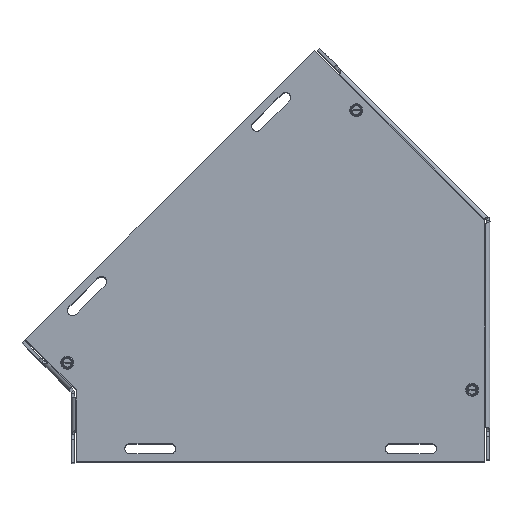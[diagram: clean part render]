
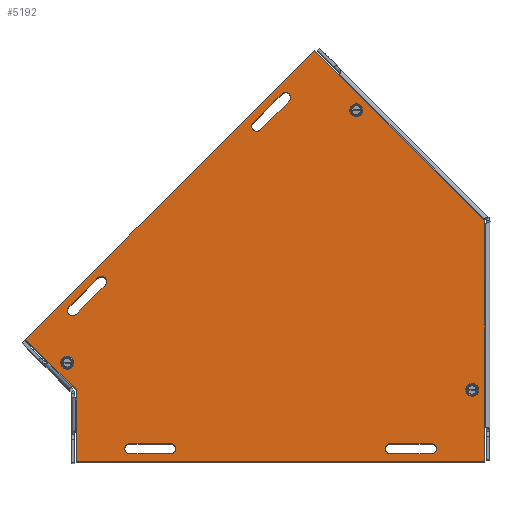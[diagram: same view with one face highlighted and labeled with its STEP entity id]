
A CAD part, top view. The second image highlights one B-rep face of the part: STEP entity #5192.
In plain terms, the highlighted planar face has unit normal (0, 0, 1).
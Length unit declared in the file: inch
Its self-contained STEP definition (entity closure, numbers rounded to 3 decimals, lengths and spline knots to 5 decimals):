
#179=FACE_BOUND('',#761,.T.);
#180=FACE_BOUND('',#762,.T.);
#181=FACE_BOUND('',#763,.T.);
#182=FACE_BOUND('',#764,.T.);
#183=FACE_BOUND('',#765,.T.);
#184=FACE_BOUND('',#766,.T.);
#185=FACE_BOUND('',#767,.T.);
#270=PLANE('',#5519);
#450=FACE_OUTER_BOUND('',#760,.T.);
#760=EDGE_LOOP('',(#3543,#3544,#3545,#3546,#3547,#3548));
#761=EDGE_LOOP('',(#3549,#3550,#3551,#3552));
#762=EDGE_LOOP('',(#3553,#3554,#3555,#3556));
#763=EDGE_LOOP('',(#3557,#3558,#3559,#3560));
#764=EDGE_LOOP('',(#3561,#3562,#3563,#3564));
#765=EDGE_LOOP('',(#3565));
#766=EDGE_LOOP('',(#3566));
#767=EDGE_LOOP('',(#3567));
#1112=LINE('',#7431,#1582);
#1116=LINE('',#7442,#1586);
#1120=LINE('',#7455,#1590);
#1124=LINE('',#7466,#1594);
#1128=LINE('',#7479,#1598);
#1132=LINE('',#7490,#1602);
#1136=LINE('',#7503,#1606);
#1140=LINE('',#7514,#1610);
#1142=LINE('',#7534,#1612);
#1146=LINE('',#7542,#1616);
#1149=LINE('',#7548,#1619);
#1152=LINE('',#7554,#1622);
#1155=LINE('',#7560,#1625);
#1158=LINE('',#7565,#1628);
#1582=VECTOR('',#5975,1.);
#1586=VECTOR('',#5987,1.);
#1590=VECTOR('',#5999,1.);
#1594=VECTOR('',#6011,1.);
#1598=VECTOR('',#6023,1.);
#1602=VECTOR('',#6035,1.);
#1606=VECTOR('',#6047,1.);
#1610=VECTOR('',#6059,1.);
#1612=VECTOR('',#6081,1.75);
#1616=VECTOR('',#6087,1.75);
#1619=VECTOR('',#6092,10.);
#1622=VECTOR('',#6097,5.89214);
#1625=VECTOR('',#6102,5.89214);
#1628=VECTOR('',#6107,10.);
#2050=CIRCLE('',#5472,0.125);
#2052=CIRCLE('',#5476,0.125);
#2054=CIRCLE('',#5480,0.125);
#2056=CIRCLE('',#5484,0.125);
#2058=CIRCLE('',#5488,0.125);
#2060=CIRCLE('',#5492,0.125);
#2062=CIRCLE('',#5496,0.125);
#2064=CIRCLE('',#5500,0.125);
#2066=CIRCLE('',#5504,0.125);
#2068=CIRCLE('',#5507,0.125);
#2070=CIRCLE('',#5510,0.125);
#2240=VERTEX_POINT('',#7421);
#2241=VERTEX_POINT('',#7422);
#2244=VERTEX_POINT('',#7430);
#2246=VERTEX_POINT('',#7436);
#2248=VERTEX_POINT('',#7445);
#2249=VERTEX_POINT('',#7446);
#2252=VERTEX_POINT('',#7454);
#2254=VERTEX_POINT('',#7460);
#2256=VERTEX_POINT('',#7469);
#2257=VERTEX_POINT('',#7470);
#2260=VERTEX_POINT('',#7478);
#2262=VERTEX_POINT('',#7484);
#2264=VERTEX_POINT('',#7493);
#2265=VERTEX_POINT('',#7494);
#2268=VERTEX_POINT('',#7502);
#2270=VERTEX_POINT('',#7508);
#2272=VERTEX_POINT('',#7517);
#2274=VERTEX_POINT('',#7522);
#2276=VERTEX_POINT('',#7527);
#2278=VERTEX_POINT('',#7532);
#2279=VERTEX_POINT('',#7533);
#2282=VERTEX_POINT('',#7541);
#2284=VERTEX_POINT('',#7547);
#2286=VERTEX_POINT('',#7553);
#2288=VERTEX_POINT('',#7559);
#2708=EDGE_CURVE('',#2240,#2241,#2050,.T.);
#2712=EDGE_CURVE('',#2244,#2240,#1112,.T.);
#2715=EDGE_CURVE('',#2246,#2244,#2052,.T.);
#2718=EDGE_CURVE('',#2241,#2246,#1116,.T.);
#2720=EDGE_CURVE('',#2248,#2249,#2054,.T.);
#2724=EDGE_CURVE('',#2252,#2248,#1120,.T.);
#2727=EDGE_CURVE('',#2254,#2252,#2056,.T.);
#2730=EDGE_CURVE('',#2249,#2254,#1124,.T.);
#2732=EDGE_CURVE('',#2256,#2257,#2058,.T.);
#2736=EDGE_CURVE('',#2260,#2256,#1128,.T.);
#2739=EDGE_CURVE('',#2262,#2260,#2060,.T.);
#2742=EDGE_CURVE('',#2257,#2262,#1132,.T.);
#2744=EDGE_CURVE('',#2264,#2265,#2062,.T.);
#2748=EDGE_CURVE('',#2268,#2264,#1136,.T.);
#2751=EDGE_CURVE('',#2270,#2268,#2064,.T.);
#2754=EDGE_CURVE('',#2265,#2270,#1140,.T.);
#2756=EDGE_CURVE('',#2272,#2272,#2066,.T.);
#2758=EDGE_CURVE('',#2274,#2274,#2068,.T.);
#2760=EDGE_CURVE('',#2276,#2276,#2070,.T.);
#2762=EDGE_CURVE('',#2278,#2279,#1142,.T.);
#2766=EDGE_CURVE('',#2279,#2282,#1146,.T.);
#2769=EDGE_CURVE('',#2282,#2284,#1149,.T.);
#2772=EDGE_CURVE('',#2284,#2286,#1152,.T.);
#2775=EDGE_CURVE('',#2286,#2288,#1155,.T.);
#2778=EDGE_CURVE('',#2288,#2278,#1158,.T.);
#3543=ORIENTED_EDGE('',*,*,#2762,.F.);
#3544=ORIENTED_EDGE('',*,*,#2778,.F.);
#3545=ORIENTED_EDGE('',*,*,#2775,.F.);
#3546=ORIENTED_EDGE('',*,*,#2772,.F.);
#3547=ORIENTED_EDGE('',*,*,#2769,.F.);
#3548=ORIENTED_EDGE('',*,*,#2766,.F.);
#3549=ORIENTED_EDGE('',*,*,#2708,.T.);
#3550=ORIENTED_EDGE('',*,*,#2718,.T.);
#3551=ORIENTED_EDGE('',*,*,#2715,.T.);
#3552=ORIENTED_EDGE('',*,*,#2712,.T.);
#3553=ORIENTED_EDGE('',*,*,#2720,.T.);
#3554=ORIENTED_EDGE('',*,*,#2730,.T.);
#3555=ORIENTED_EDGE('',*,*,#2727,.T.);
#3556=ORIENTED_EDGE('',*,*,#2724,.T.);
#3557=ORIENTED_EDGE('',*,*,#2732,.T.);
#3558=ORIENTED_EDGE('',*,*,#2742,.T.);
#3559=ORIENTED_EDGE('',*,*,#2739,.T.);
#3560=ORIENTED_EDGE('',*,*,#2736,.T.);
#3561=ORIENTED_EDGE('',*,*,#2744,.T.);
#3562=ORIENTED_EDGE('',*,*,#2754,.T.);
#3563=ORIENTED_EDGE('',*,*,#2751,.T.);
#3564=ORIENTED_EDGE('',*,*,#2748,.T.);
#3565=ORIENTED_EDGE('',*,*,#2756,.T.);
#3566=ORIENTED_EDGE('',*,*,#2758,.T.);
#3567=ORIENTED_EDGE('',*,*,#2760,.T.);
#5192=ADVANCED_FACE('',(#450,#179,#180,#181,#182,#183,#184,#185),#270,.T.);
#5472=AXIS2_PLACEMENT_3D('',#7423,#5967,#5968);
#5476=AXIS2_PLACEMENT_3D('',#7437,#5980,#5981);
#5480=AXIS2_PLACEMENT_3D('',#7447,#5991,#5992);
#5484=AXIS2_PLACEMENT_3D('',#7461,#6004,#6005);
#5488=AXIS2_PLACEMENT_3D('',#7471,#6015,#6016);
#5492=AXIS2_PLACEMENT_3D('',#7485,#6028,#6029);
#5496=AXIS2_PLACEMENT_3D('',#7495,#6039,#6040);
#5500=AXIS2_PLACEMENT_3D('',#7509,#6052,#6053);
#5504=AXIS2_PLACEMENT_3D('',#7518,#6063,#6064);
#5507=AXIS2_PLACEMENT_3D('',#7523,#6069,#6070);
#5510=AXIS2_PLACEMENT_3D('',#7528,#6075,#6076);
#5519=AXIS2_PLACEMENT_3D('',#7568,#6111,#6112);
#5967=DIRECTION('center_axis',(0.,0.,-1.));
#5968=DIRECTION('ref_axis',(0.707,-0.707,0.));
#5975=DIRECTION('',(0.707,0.707,0.));
#5980=DIRECTION('center_axis',(0.,0.,-1.));
#5981=DIRECTION('ref_axis',(-0.707,0.707,0.));
#5987=DIRECTION('',(-0.707,-0.707,0.));
#5991=DIRECTION('center_axis',(0.,0.,-1.));
#5992=DIRECTION('ref_axis',(0.707,-0.707,0.));
#5999=DIRECTION('',(0.707,0.707,0.));
#6004=DIRECTION('center_axis',(0.,0.,-1.));
#6005=DIRECTION('ref_axis',(-0.707,0.707,0.));
#6011=DIRECTION('',(-0.707,-0.707,0.));
#6015=DIRECTION('center_axis',(0.,0.,-1.));
#6016=DIRECTION('ref_axis',(0.,-1.,0.));
#6023=DIRECTION('',(1.,0.,0.));
#6028=DIRECTION('center_axis',(0.,0.,-1.));
#6029=DIRECTION('ref_axis',(0.,1.,0.));
#6035=DIRECTION('',(-1.,0.,0.));
#6039=DIRECTION('center_axis',(0.,0.,-1.));
#6040=DIRECTION('ref_axis',(0.,-1.,0.));
#6047=DIRECTION('',(-1.,0.,0.));
#6052=DIRECTION('center_axis',(0.,0.,-1.));
#6053=DIRECTION('ref_axis',(0.,1.,0.));
#6059=DIRECTION('',(1.,0.,0.));
#6063=DIRECTION('center_axis',(0.,0.,-1.));
#6064=DIRECTION('ref_axis',(-1.,0.,0.));
#6069=DIRECTION('center_axis',(0.,0.,-1.));
#6070=DIRECTION('ref_axis',(-1.,0.,0.));
#6075=DIRECTION('center_axis',(0.,0.,-1.));
#6076=DIRECTION('ref_axis',(-1.,0.,0.));
#6081=DIRECTION('',(0.,1.,0.));
#6087=DIRECTION('',(-0.707,0.707,0.));
#6092=DIRECTION('',(0.707,0.707,0.));
#6097=DIRECTION('',(0.707,-0.707,0.));
#6102=DIRECTION('',(0.,-1.,0.));
#6107=DIRECTION('',(-1.,0.,0.));
#6111=DIRECTION('center_axis',(0.,0.,1.));
#6112=DIRECTION('ref_axis',(1.,0.,0.));
#7421=CARTESIAN_POINT('',(0.53033,4.49004,0.074));
#7422=CARTESIAN_POINT('',(0.70711,4.31326,0.074));
#7423=CARTESIAN_POINT('Origin',(0.61872,4.40165,0.074));
#7430=CARTESIAN_POINT('',(-0.17678,3.78293,0.074));
#7431=CARTESIAN_POINT('',(1.13742,5.09713,0.074));
#7436=CARTESIAN_POINT('',(0.,3.60616,0.074));
#7437=CARTESIAN_POINT('Origin',(-0.08839,3.69454,0.074));
#7442=CARTESIAN_POINT('',(1.66775,5.27391,0.074));
#7445=CARTESIAN_POINT('',(5.03814,8.99784,0.074));
#7446=CARTESIAN_POINT('',(5.21491,8.82107,0.074));
#7447=CARTESIAN_POINT('Origin',(5.12652,8.90946,0.074));
#7454=CARTESIAN_POINT('',(4.33103,8.29074,0.074));
#7455=CARTESIAN_POINT('',(3.39133,7.35104,0.074));
#7460=CARTESIAN_POINT('',(4.50781,8.11396,0.074));
#7461=CARTESIAN_POINT('Origin',(4.41942,8.20235,0.074));
#7466=CARTESIAN_POINT('',(3.92166,7.52781,0.074));
#7469=CARTESIAN_POINT('',(8.6875,0.4375,0.074));
#7470=CARTESIAN_POINT('',(8.6875,0.1875,0.074));
#7471=CARTESIAN_POINT('Origin',(8.6875,0.3125,0.074));
#7478=CARTESIAN_POINT('',(7.6875,0.4375,0.074));
#7479=CARTESIAN_POINT('',(6.35856,0.4375,0.074));
#7484=CARTESIAN_POINT('',(7.6875,0.1875,0.074));
#7485=CARTESIAN_POINT('Origin',(7.6875,0.3125,0.074));
#7490=CARTESIAN_POINT('',(6.85856,0.1875,0.074));
#7493=CARTESIAN_POINT('',(1.3125,0.1875,0.074));
#7494=CARTESIAN_POINT('',(1.3125,0.4375,0.074));
#7495=CARTESIAN_POINT('Origin',(1.3125,0.3125,0.074));
#7502=CARTESIAN_POINT('',(2.3125,0.1875,0.074));
#7503=CARTESIAN_POINT('',(3.67106,0.1875,0.074));
#7508=CARTESIAN_POINT('',(2.3125,0.4375,0.074));
#7509=CARTESIAN_POINT('Origin',(2.3125,0.3125,0.074));
#7514=CARTESIAN_POINT('',(3.17106,0.4375,0.074));
#7517=CARTESIAN_POINT('',(9.8125,1.75,0.074));
#7518=CARTESIAN_POINT('Origin',(9.6875,1.75,0.074));
#7522=CARTESIAN_POINT('',(6.9751,8.6001,0.074));
#7523=CARTESIAN_POINT('Origin',(6.8501,8.6001,0.074));
#7527=CARTESIAN_POINT('',(-0.09597,2.41291,0.074));
#7528=CARTESIAN_POINT('Origin',(-0.22097,2.41291,0.074));
#7532=CARTESIAN_POINT('',(0.,0.,0.074));
#7533=CARTESIAN_POINT('',(0.,1.75,0.074));
#7534=CARTESIAN_POINT('',(0.,1.75,0.074));
#7541=CARTESIAN_POINT('',(-1.23744,2.98744,0.074));
#7542=CARTESIAN_POINT('',(-1.23744,2.98744,0.074));
#7547=CARTESIAN_POINT('',(5.83363,10.0585,0.074));
#7548=CARTESIAN_POINT('',(5.83363,10.0585,0.074));
#7553=CARTESIAN_POINT('',(10.,5.89214,0.074));
#7554=CARTESIAN_POINT('',(10.,5.89214,0.074));
#7559=CARTESIAN_POINT('',(10.,0.,0.074));
#7560=CARTESIAN_POINT('',(10.,0.,0.074));
#7565=CARTESIAN_POINT('',(0.,0.,0.074));
#7568=CARTESIAN_POINT('Origin',(5.02962,3.83334,0.074));
